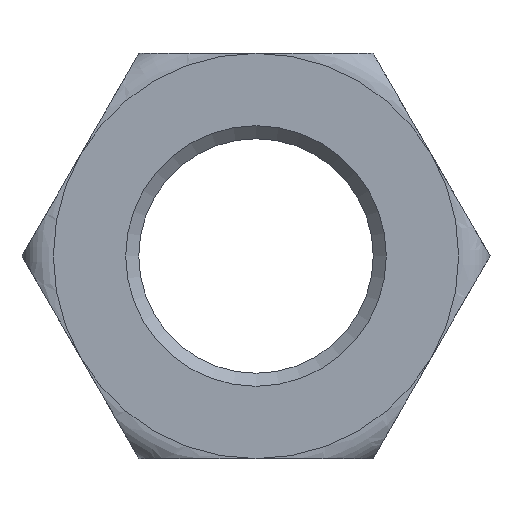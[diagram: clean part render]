
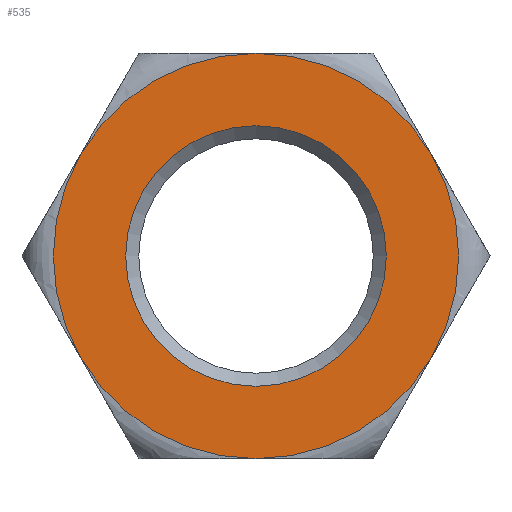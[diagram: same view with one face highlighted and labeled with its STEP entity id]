
A CAD part, front view. The second image highlights one B-rep face of the part: STEP entity #535.
In plain terms, the highlighted planar face has unit normal (0, -1, 0).
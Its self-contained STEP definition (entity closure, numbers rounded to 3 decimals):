
#4 = LINE ( 'NONE', #236, #652 ) ;
#6 = ORIENTED_EDGE ( 'NONE', *, *, #38, .F. ) ;
#10 = CARTESIAN_POINT ( 'NONE',  ( 30.311, -18., 17.5 ) ) ;
#17 = DIRECTION ( 'NONE',  ( 1., 0., 0. ) ) ;
#25 = EDGE_CURVE ( 'NONE', #1079, #1023, #1050, .T. ) ;
#38 = EDGE_CURVE ( 'NONE', #921, #640, #570, .T. ) ;
#53 = CARTESIAN_POINT ( 'NONE',  ( 0., -18., 0. ) ) ;
#81 = ORIENTED_EDGE ( 'NONE', *, *, #1165, .F. ) ;
#88 = ORIENTED_EDGE ( 'NONE', *, *, #1035, .F. ) ;
#123 = CIRCLE ( 'NONE', #994, 35. ) ;
#135 = DIRECTION ( 'NONE',  ( 0., 1., 0. ) ) ;
#141 = AXIS2_PLACEMENT_3D ( 'NONE', #991, #1101, #1306 ) ;
#143 = PLANE ( 'NONE',  #182 ) ;
#150 = DIRECTION ( 'NONE',  ( 0., 0., 1. ) ) ;
#160 = DIRECTION ( 'NONE',  ( 0., 1., 0. ) ) ;
#167 = LINE ( 'NONE', #199, #354 ) ;
#169 = EDGE_CURVE ( 'NONE', #513, #672, #123, .T. ) ;
#182 = AXIS2_PLACEMENT_3D ( 'NONE', #53, #1183, #1083 ) ;
#199 = CARTESIAN_POINT ( 'NONE',  ( 20.207, -18., -35. ) ) ;
#211 = CARTESIAN_POINT ( 'NONE',  ( 0., -18., 35. ) ) ;
#223 = DIRECTION ( 'NONE',  ( 0., 1., 0. ) ) ;
#233 = CARTESIAN_POINT ( 'NONE',  ( 0., -18., 0. ) ) ;
#236 = CARTESIAN_POINT ( 'NONE',  ( -20.207, -18., -35. ) ) ;
#248 = AXIS2_PLACEMENT_3D ( 'NONE', #545, #160, #756 ) ;
#268 = ORIENTED_EDGE ( 'NONE', *, *, #979, .F. ) ;
#272 = CARTESIAN_POINT ( 'NONE',  ( -20.207, -18., 35. ) ) ;
#274 = ORIENTED_EDGE ( 'NONE', *, *, #862, .F. ) ;
#275 = AXIS2_PLACEMENT_3D ( 'NONE', #233, #223, #636 ) ;
#303 = DIRECTION ( 'NONE',  ( 1., 0., 0. ) ) ;
#304 = AXIS2_PLACEMENT_3D ( 'NONE', #520, #135, #17 ) ;
#329 = CARTESIAN_POINT ( 'NONE',  ( 0., -18., -35. ) ) ;
#330 = EDGE_CURVE ( 'NONE', #1009, #1009, #522, .T. ) ;
#347 = EDGE_CURVE ( 'NONE', #640, #850, #969, .T. ) ;
#354 = VECTOR ( 'NONE', #680, 1000. ) ;
#396 = DIRECTION ( 'NONE',  ( 1., 0., 0. ) ) ;
#431 = CARTESIAN_POINT ( 'NONE',  ( 20.207, -18., 35. ) ) ;
#499 = CIRCLE ( 'NONE', #1019, 35. ) ;
#513 = VERTEX_POINT ( 'NONE', #211 ) ;
#520 = CARTESIAN_POINT ( 'NONE',  ( 0., -18., 0. ) ) ;
#522 = CIRCLE ( 'NONE', #542, 22.5 ) ;
#534 = CARTESIAN_POINT ( 'NONE',  ( 30.311, -18., 17.5 ) ) ;
#535 = ADVANCED_FACE ( 'NONE', ( #670, #1060 ), #143, .F. ) ;
#540 = VERTEX_POINT ( 'NONE', #1168 ) ;
#542 = AXIS2_PLACEMENT_3D ( 'NONE', #651, #1070, #150 ) ;
#545 = CARTESIAN_POINT ( 'NONE',  ( 0., -18., 0. ) ) ;
#570 = CIRCLE ( 'NONE', #304, 35. ) ;
#614 = ORIENTED_EDGE ( 'NONE', *, *, #347, .F. ) ;
#617 = DIRECTION ( 'NONE',  ( -1., 0., 0. ) ) ;
#636 = DIRECTION ( 'NONE',  ( 1., 0., 0. ) ) ;
#640 = VERTEX_POINT ( 'NONE', #781 ) ;
#644 = EDGE_CURVE ( 'NONE', #814, #513, #1203, .T. ) ;
#651 = CARTESIAN_POINT ( 'NONE',  ( 0., -18., 0. ) ) ;
#652 = VECTOR ( 'NONE', #1243, 1000. ) ;
#653 = DIRECTION ( 'NONE',  ( 0., 1., 0. ) ) ;
#666 = ORIENTED_EDGE ( 'NONE', *, *, #330, .T. ) ;
#670 = FACE_BOUND ( 'NONE', #1236, .T. ) ;
#672 = VERTEX_POINT ( 'NONE', #10 ) ;
#673 = CARTESIAN_POINT ( 'NONE',  ( 0., -18., 22.5 ) ) ;
#680 = DIRECTION ( 'NONE',  ( -1., 0., 0. ) ) ;
#712 = ORIENTED_EDGE ( 'NONE', *, *, #169, .F. ) ;
#718 = DIRECTION ( 'NONE',  ( 0., 1., 0. ) ) ;
#756 = DIRECTION ( 'NONE',  ( 1., 0., 0. ) ) ;
#781 = CARTESIAN_POINT ( 'NONE',  ( 30.311, -18., -17.5 ) ) ;
#803 = VECTOR ( 'NONE', #953, 1000. ) ;
#814 = VERTEX_POINT ( 'NONE', #924 ) ;
#825 = CIRCLE ( 'NONE', #248, 35. ) ;
#850 = VERTEX_POINT ( 'NONE', #1025 ) ;
#862 = EDGE_CURVE ( 'NONE', #1222, #814, #499, .T. ) ;
#867 = ORIENTED_EDGE ( 'NONE', *, *, #644, .F. ) ;
#921 = VERTEX_POINT ( 'NONE', #534 ) ;
#924 = CARTESIAN_POINT ( 'NONE',  ( 0., -18., 35. ) ) ;
#930 = CARTESIAN_POINT ( 'NONE',  ( -30.311, -18., -17.5 ) ) ;
#953 = DIRECTION ( 'NONE',  ( 0.5, 0., -0.866 ) ) ;
#969 = CIRCLE ( 'NONE', #141, 35. ) ;
#979 = EDGE_CURVE ( 'NONE', #672, #921, #1249, .T. ) ;
#991 = CARTESIAN_POINT ( 'NONE',  ( 0., -18., 0. ) ) ;
#994 = AXIS2_PLACEMENT_3D ( 'NONE', #1286, #653, #303 ) ;
#1009 = VERTEX_POINT ( 'NONE', #673 ) ;
#1014 = EDGE_LOOP ( 'NONE', ( #1128, #1160, #614, #6, #268, #712, #867, #274, #81, #88 ) ) ;
#1019 = AXIS2_PLACEMENT_3D ( 'NONE', #1119, #718, #617 ) ;
#1023 = VERTEX_POINT ( 'NONE', #930 ) ;
#1025 = CARTESIAN_POINT ( 'NONE',  ( 0., -18., -35. ) ) ;
#1035 = EDGE_CURVE ( 'NONE', #1023, #540, #4, .T. ) ;
#1050 = CIRCLE ( 'NONE', #275, 35. ) ;
#1060 = FACE_OUTER_BOUND ( 'NONE', #1014, .T. ) ;
#1070 = DIRECTION ( 'NONE',  ( 0., 1., 0. ) ) ;
#1079 = VERTEX_POINT ( 'NONE', #329 ) ;
#1083 = DIRECTION ( 'NONE',  ( 0., 0., 1. ) ) ;
#1101 = DIRECTION ( 'NONE',  ( 0., 1., 0. ) ) ;
#1119 = CARTESIAN_POINT ( 'NONE',  ( 0., -18., 0. ) ) ;
#1128 = ORIENTED_EDGE ( 'NONE', *, *, #25, .F. ) ;
#1160 = ORIENTED_EDGE ( 'NONE', *, *, #1329, .F. ) ;
#1165 = EDGE_CURVE ( 'NONE', #540, #1222, #825, .T. ) ;
#1168 = CARTESIAN_POINT ( 'NONE',  ( -30.311, -18., -17.5 ) ) ;
#1183 = DIRECTION ( 'NONE',  ( 0., 1., 0. ) ) ;
#1203 = LINE ( 'NONE', #272, #1215 ) ;
#1204 = CARTESIAN_POINT ( 'NONE',  ( -30.311, -18., 17.5 ) ) ;
#1215 = VECTOR ( 'NONE', #396, 1000. ) ;
#1222 = VERTEX_POINT ( 'NONE', #1204 ) ;
#1236 = EDGE_LOOP ( 'NONE', ( #666 ) ) ;
#1243 = DIRECTION ( 'NONE',  ( -0.5, 0., 0.866 ) ) ;
#1249 = LINE ( 'NONE', #431, #803 ) ;
#1286 = CARTESIAN_POINT ( 'NONE',  ( 0., -18., 0. ) ) ;
#1306 = DIRECTION ( 'NONE',  ( 1., 0., 0. ) ) ;
#1329 = EDGE_CURVE ( 'NONE', #850, #1079, #167, .T. ) ;
